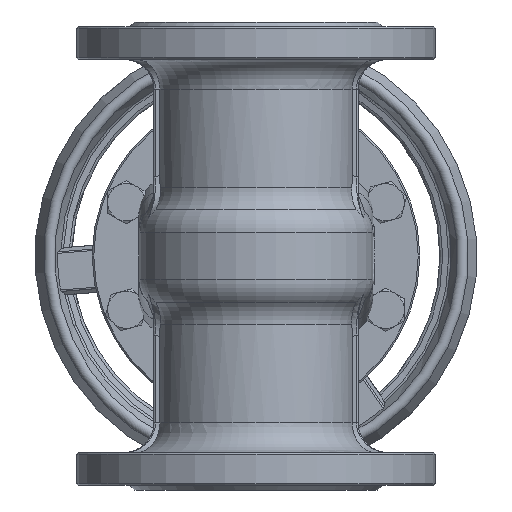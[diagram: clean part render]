
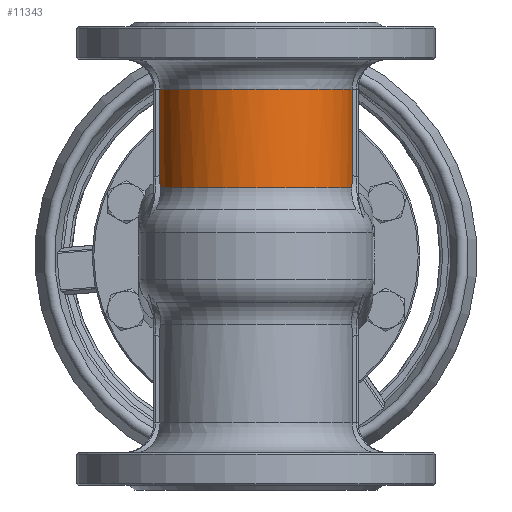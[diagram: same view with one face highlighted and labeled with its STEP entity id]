
A CAD part, front view. The second image highlights one B-rep face of the part: STEP entity #11343.
In plain terms, the highlighted cylindrical face has radius 62.5 mm (diameter 125 mm), a partial arc.
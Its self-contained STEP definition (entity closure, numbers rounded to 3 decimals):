
#1104=CIRCLE('',#12458,62.5);
#1112=CIRCLE('',#12470,62.5);
#1744=FACE_OUTER_BOUND('',#2446,.T.);
#2446=EDGE_LOOP('',(#8744,#8745,#8746,#8747,#8748,#8749));
#2927=B_SPLINE_CURVE_WITH_KNOTS('',3,(#19681,#19682,#19683,#19684,#19685,
#19686),.UNSPECIFIED.,.F.,.F.,(4,2,4),(0.,0.796,0.834),
 .UNSPECIFIED.);
#2938=B_SPLINE_CURVE_WITH_KNOTS('',3,(#19905,#19906,#19907,#19908,#19909,
#19910),.UNSPECIFIED.,.F.,.F.,(4,2,4),(1.949,2.309,
2.782),.UNSPECIFIED.);
#3516=LINE('',#19640,#4097);
#3520=LINE('',#20116,#4101);
#4097=VECTOR('',#14741,10.);
#4101=VECTOR('',#14783,10.);
#4839=VERTEX_POINT('',#19622);
#4840=VERTEX_POINT('',#19639);
#4841=VERTEX_POINT('',#19680);
#4850=VERTEX_POINT('',#19851);
#4852=VERTEX_POINT('',#19904);
#4861=VERTEX_POINT('',#20114);
#6185=EDGE_CURVE('',#4839,#4840,#3516,.F.);
#6187=EDGE_CURVE('',#4840,#4841,#2927,.T.);
#6200=EDGE_CURVE('',#4850,#4841,#1104,.T.);
#6204=EDGE_CURVE('',#4850,#4852,#2938,.T.);
#6224=EDGE_CURVE('',#4839,#4861,#1112,.T.);
#6225=EDGE_CURVE('',#4861,#4852,#3520,.T.);
#8744=ORIENTED_EDGE('',*,*,#6187,.F.);
#8745=ORIENTED_EDGE('',*,*,#6185,.F.);
#8746=ORIENTED_EDGE('',*,*,#6224,.T.);
#8747=ORIENTED_EDGE('',*,*,#6225,.T.);
#8748=ORIENTED_EDGE('',*,*,#6204,.F.);
#8749=ORIENTED_EDGE('',*,*,#6200,.T.);
#10332=CYLINDRICAL_SURFACE('',#12469,62.5);
#11343=ADVANCED_FACE('',(#1744),#10332,.T.);
#12458=AXIS2_PLACEMENT_3D('',#19852,#14754,#14755);
#12469=AXIS2_PLACEMENT_3D('',#20113,#14779,#14780);
#12470=AXIS2_PLACEMENT_3D('',#20115,#14781,#14782);
#14741=DIRECTION('',(0.,0.,1.));
#14754=DIRECTION('center_axis',(0.,0.,1.));
#14755=DIRECTION('ref_axis',(0.,-1.,0.));
#14779=DIRECTION('center_axis',(0.,0.,1.));
#14780=DIRECTION('ref_axis',(1.,0.,0.));
#14781=DIRECTION('center_axis',(0.,0.,-1.));
#14782=DIRECTION('ref_axis',(0.,-1.,0.));
#14783=DIRECTION('',(0.,0.,-1.));
#19622=CARTESIAN_POINT('',(61.695,-10.,257.));
#19639=CARTESIAN_POINT('',(61.695,-10.,201.709));
#19640=CARTESIAN_POINT('',(61.695,-10.,276.));
#19680=CARTESIAN_POINT('',(61.407,-11.639,193.614));
#19681=CARTESIAN_POINT('Ctrl Pts',(61.695,-10.,201.709));
#19682=CARTESIAN_POINT('Ctrl Pts',(61.695,-10.,199.057));
#19683=CARTESIAN_POINT('Ctrl Pts',(61.619,-10.503,196.415));
#19684=CARTESIAN_POINT('Ctrl Pts',(61.426,-11.539,193.851));
#19685=CARTESIAN_POINT('Ctrl Pts',(61.416,-11.589,193.732));
#19686=CARTESIAN_POINT('Ctrl Pts',(61.407,-11.639,193.614));
#19851=CARTESIAN_POINT('',(-61.407,-11.639,193.614));
#19852=CARTESIAN_POINT('Origin',(0.,0.,193.614));
#19904=CARTESIAN_POINT('',(-61.695,-10.,201.709));
#19905=CARTESIAN_POINT('Ctrl Pts',(-61.407,-11.639,
193.614));
#19906=CARTESIAN_POINT('Ctrl Pts',(-61.496,-11.17,
194.712));
#19907=CARTESIAN_POINT('Ctrl Pts',(-61.56,-10.8,
195.854));
#19908=CARTESIAN_POINT('Ctrl Pts',(-61.667,-10.178,
198.556));
#19909=CARTESIAN_POINT('Ctrl Pts',(-61.695,-10.,
200.131));
#19910=CARTESIAN_POINT('Ctrl Pts',(-61.695,-10.,
201.709));
#20113=CARTESIAN_POINT('Origin',(0.,0.,276.));
#20114=CARTESIAN_POINT('',(-61.695,-10.,257.));
#20115=CARTESIAN_POINT('Origin',(0.,0.,257.));
#20116=CARTESIAN_POINT('',(-61.695,-10.,276.));
